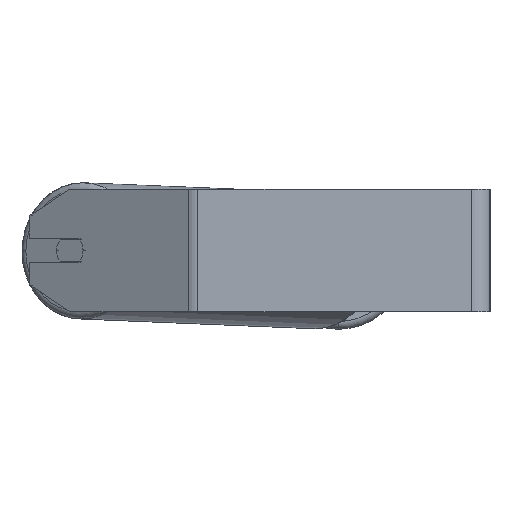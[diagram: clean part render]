
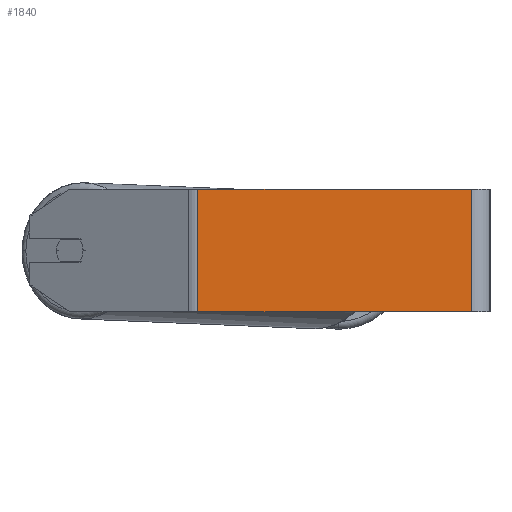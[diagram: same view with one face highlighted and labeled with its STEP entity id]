
A CAD part, left-side view. The second image highlights one B-rep face of the part: STEP entity #1840.
In plain terms, the highlighted planar face has unit normal (-1, 0, 0).
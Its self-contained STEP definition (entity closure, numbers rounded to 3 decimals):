
#53 = VECTOR ( 'NONE', #8498, 1000. ) ;
#446 = CARTESIAN_POINT ( 'NONE',  ( -525., 193.916, 40. ) ) ;
#1048 = EDGE_CURVE ( 'NONE', #2860, #6478, #7099, .T. ) ;
#1274 = DIRECTION ( 'NONE',  ( 0., 0., -1. ) ) ;
#1800 = CARTESIAN_POINT ( 'NONE',  ( -525., 193.916, -40. ) ) ;
#1840 = ADVANCED_FACE ( 'NONE', ( #3832 ), #6491, .F. ) ;
#2860 = VERTEX_POINT ( 'NONE', #5803 ) ;
#3119 = DIRECTION ( 'NONE',  ( 1., 0., 0. ) ) ;
#3355 = DIRECTION ( 'NONE',  ( 0., -1., 0. ) ) ;
#3525 = EDGE_CURVE ( 'NONE', #6478, #7544, #7786, .T. ) ;
#3653 = CARTESIAN_POINT ( 'NONE',  ( -525., 190.701, 40. ) ) ;
#3655 = ORIENTED_EDGE ( 'NONE', *, *, #8133, .F. ) ;
#3738 = DIRECTION ( 'NONE',  ( 0., 0., -1. ) ) ;
#3832 = FACE_OUTER_BOUND ( 'NONE', #5633, .T. ) ;
#4046 = LINE ( 'NONE', #8758, #8727 ) ;
#5042 = ORIENTED_EDGE ( 'NONE', *, *, #8499, .F. ) ;
#5258 = VECTOR ( 'NONE', #3738, 1000. ) ;
#5378 = ORIENTED_EDGE ( 'NONE', *, *, #3525, .T. ) ;
#5453 = VECTOR ( 'NONE', #3355, 1000. ) ;
#5607 = ORIENTED_EDGE ( 'NONE', *, *, #1048, .T. ) ;
#5633 = EDGE_LOOP ( 'NONE', ( #5378, #3655, #5042, #5607 ) ) ;
#5803 = CARTESIAN_POINT ( 'NONE',  ( -525., 190.701, 40. ) ) ;
#5834 = DIRECTION ( 'NONE',  ( 0., 0., -1. ) ) ;
#5913 = CARTESIAN_POINT ( 'NONE',  ( -525., 190.701, -40. ) ) ;
#5961 = AXIS2_PLACEMENT_3D ( 'NONE', #446, #3119, #5834 ) ;
#6084 = CARTESIAN_POINT ( 'NONE',  ( -525., 12., 40. ) ) ;
#6478 = VERTEX_POINT ( 'NONE', #5913 ) ;
#6491 = PLANE ( 'NONE',  #5961 ) ;
#6518 = VERTEX_POINT ( 'NONE', #6084 ) ;
#7099 = LINE ( 'NONE', #3653, #5258 ) ;
#7331 = LINE ( 'NONE', #8735, #5453 ) ;
#7544 = VERTEX_POINT ( 'NONE', #7700 ) ;
#7700 = CARTESIAN_POINT ( 'NONE',  ( -525., 12., -40. ) ) ;
#7786 = LINE ( 'NONE', #1800, #53 ) ;
#8133 = EDGE_CURVE ( 'NONE', #6518, #7544, #4046, .T. ) ;
#8498 = DIRECTION ( 'NONE',  ( 0., -1., 0. ) ) ;
#8499 = EDGE_CURVE ( 'NONE', #2860, #6518, #7331, .T. ) ;
#8727 = VECTOR ( 'NONE', #1274, 1000. ) ;
#8735 = CARTESIAN_POINT ( 'NONE',  ( -525., 193.916, 40. ) ) ;
#8758 = CARTESIAN_POINT ( 'NONE',  ( -525., 12., 40. ) ) ;
